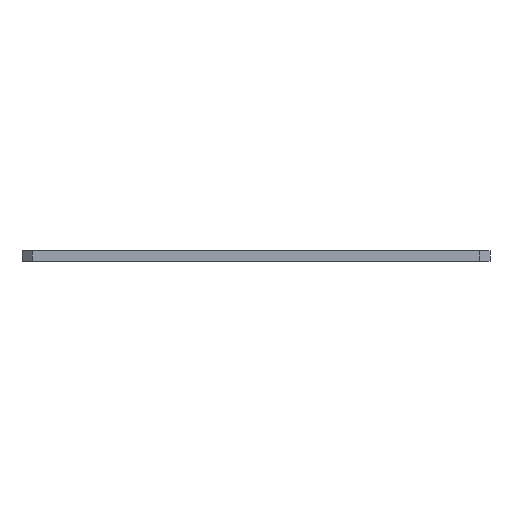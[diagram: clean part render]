
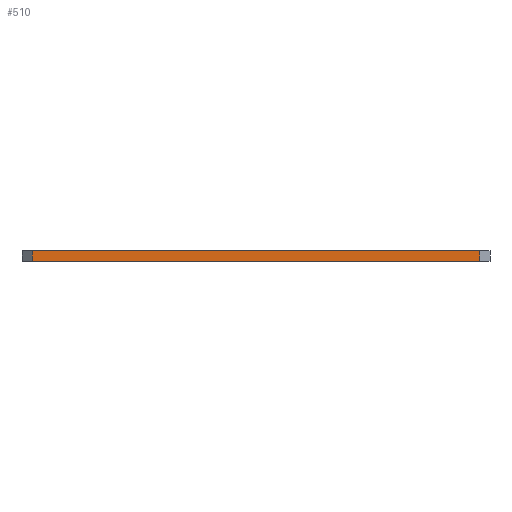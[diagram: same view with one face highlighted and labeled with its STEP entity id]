
A CAD part, front view. The second image highlights one B-rep face of the part: STEP entity #510.
In plain terms, the highlighted planar face has unit normal (0, -1, 0).
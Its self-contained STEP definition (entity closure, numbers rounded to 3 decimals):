
#10 = CARTESIAN_POINT ( 'NONE',  ( 43., -90., 0. ) ) ;
#59 = ORIENTED_EDGE ( 'NONE', *, *, #349, .T. ) ;
#61 = LINE ( 'NONE', #281, #300 ) ;
#65 = DIRECTION ( 'NONE',  ( -1., 0., 0. ) ) ;
#94 = ORIENTED_EDGE ( 'NONE', *, *, #899, .T. ) ;
#95 = AXIS2_PLACEMENT_3D ( 'NONE', #607, #554, #409 ) ;
#140 = CARTESIAN_POINT ( 'NONE',  ( -43., -90., 0. ) ) ;
#182 = VECTOR ( 'NONE', #485, 1000. ) ;
#195 = FACE_OUTER_BOUND ( 'NONE', #327, .T. ) ;
#203 = DIRECTION ( 'NONE',  ( 0., 0., 1. ) ) ;
#212 = DIRECTION ( 'NONE',  ( -1., 0., 0. ) ) ;
#255 = LINE ( 'NONE', #806, #505 ) ;
#281 = CARTESIAN_POINT ( 'NONE',  ( -45., -90., 0. ) ) ;
#300 = VECTOR ( 'NONE', #65, 1000. ) ;
#309 = EDGE_CURVE ( 'NONE', #336, #758, #620, .T. ) ;
#327 = EDGE_LOOP ( 'NONE', ( #59, #829, #499, #94 ) ) ;
#335 = EDGE_CURVE ( 'NONE', #639, #758, #822, .T. ) ;
#336 = VERTEX_POINT ( 'NONE', #140 ) ;
#349 = EDGE_CURVE ( 'NONE', #650, #336, #61, .T. ) ;
#409 = DIRECTION ( 'NONE',  ( 0., 0., 1. ) ) ;
#485 = DIRECTION ( 'NONE',  ( 0., 0., -1. ) ) ;
#499 = ORIENTED_EDGE ( 'NONE', *, *, #335, .F. ) ;
#505 = VECTOR ( 'NONE', #203, 1000. ) ;
#510 = ADVANCED_FACE ( 'NONE', ( #195 ), #689, .F. ) ;
#554 = DIRECTION ( 'NONE',  ( 0., 1., 0. ) ) ;
#573 = CARTESIAN_POINT ( 'NONE',  ( 43., -90., -2. ) ) ;
#596 = CARTESIAN_POINT ( 'NONE',  ( -43., -90., -2. ) ) ;
#607 = CARTESIAN_POINT ( 'NONE',  ( -45., -90., -2. ) ) ;
#615 = CARTESIAN_POINT ( 'NONE',  ( -43., -90., -2. ) ) ;
#620 = LINE ( 'NONE', #615, #182 ) ;
#623 = CARTESIAN_POINT ( 'NONE',  ( -45., -90., -2. ) ) ;
#639 = VERTEX_POINT ( 'NONE', #573 ) ;
#650 = VERTEX_POINT ( 'NONE', #10 ) ;
#689 = PLANE ( 'NONE',  #95 ) ;
#758 = VERTEX_POINT ( 'NONE', #596 ) ;
#791 = VECTOR ( 'NONE', #212, 1000. ) ;
#806 = CARTESIAN_POINT ( 'NONE',  ( 43., -90., -2. ) ) ;
#822 = LINE ( 'NONE', #623, #791 ) ;
#829 = ORIENTED_EDGE ( 'NONE', *, *, #309, .T. ) ;
#899 = EDGE_CURVE ( 'NONE', #639, #650, #255, .T. ) ;
